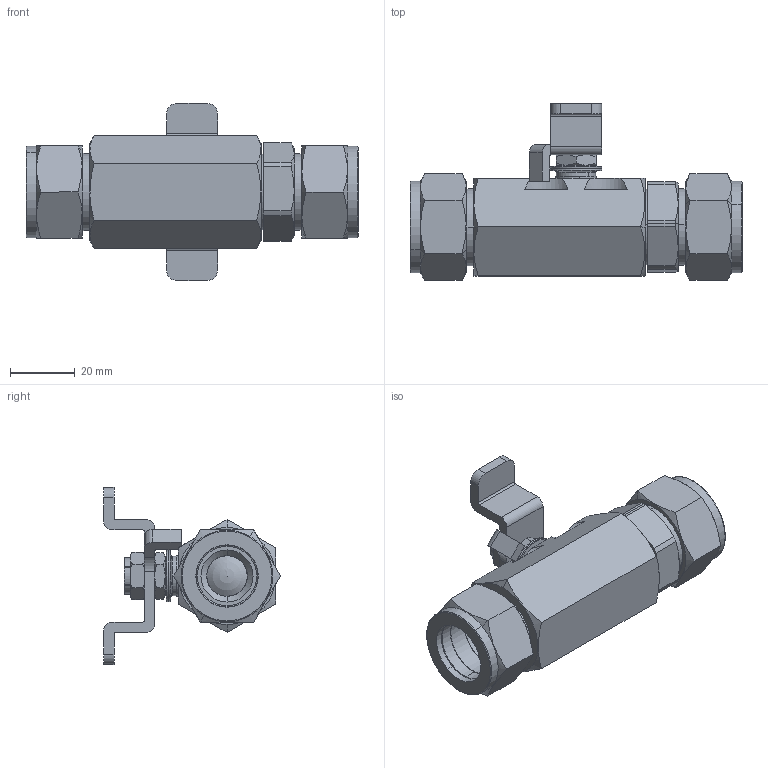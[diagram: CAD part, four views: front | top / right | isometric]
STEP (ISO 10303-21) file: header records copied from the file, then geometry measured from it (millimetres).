
FILE_DESCRIPTION (( 'STEP AP203' ), '1' );
FILE_NAME ('8205XXC12W.step', '2018-03-12T15:31:31', ( '' ), ( '' ), 'SwSTEP 2.0', 'SolidWorks 2017', '' );
FILE_SCHEMA (( 'CONFIG_CONTROL_DESIGN' ));
Length unit declared in the file: inch
Products named in the file (1): 8205XXC12W
Bounding box: 102.37 x 54.44 x 54.61 mm (x, y, z)
Volume: 57545.7 mm3; surface area: 39584.7 mm2
Topology: 20 solids, 20 shells, 605 faces, 1533 edges, 982 vertices
Faces by surface type: cylinder 246, plane 147, cone 104, bspline 67, torus 39, sphere 2
Entity records: 48783 total; most frequent: CARTESIAN_POINT 35319, ORIENTED_EDGE 3054, DIRECTION 2525, EDGE_CURVE 1527, AXIS2_PLACEMENT_3D 996, VERTEX_POINT 978, EDGE_LOOP 663, FACE_OUTER_BOUND 605
